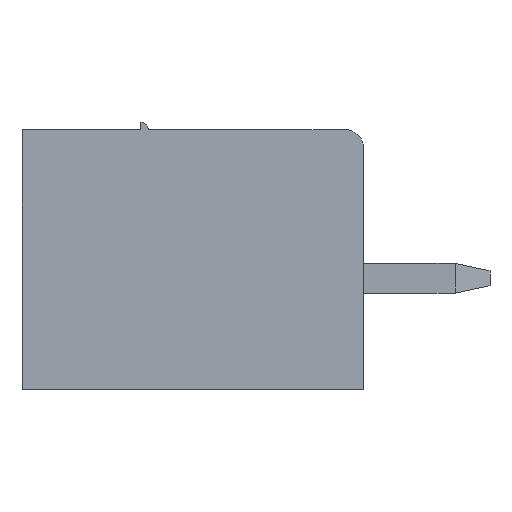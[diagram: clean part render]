
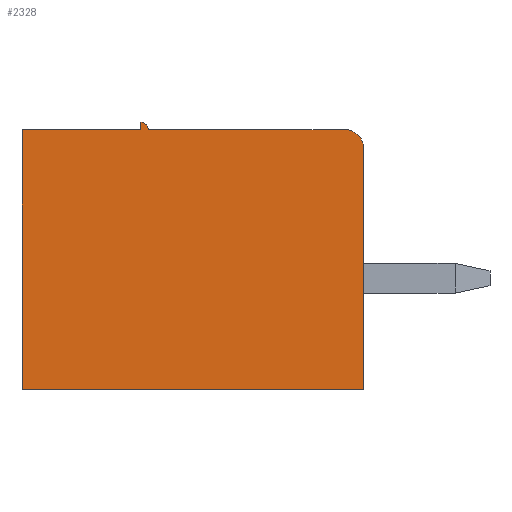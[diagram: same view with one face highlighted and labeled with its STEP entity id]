
A CAD part, left-side view. The second image highlights one B-rep face of the part: STEP entity #2328.
In plain terms, the highlighted planar face has unit normal (-1, 0, 0).
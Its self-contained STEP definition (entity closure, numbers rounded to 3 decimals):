
#34 = LINE ( 'NONE', #20295, #17128 ) ;
#631 = CARTESIAN_POINT ( 'NONE',  ( 0., 0., 7. ) ) ;
#2328 = ADVANCED_FACE ( 'NONE', ( #27134 ), #30257, .F. ) ;
#2821 = LINE ( 'NONE', #30025, #6772 ) ;
#3082 = VECTOR ( 'NONE', #4090, 1000. ) ;
#3195 = DIRECTION ( 'NONE',  ( 0., 0., 1. ) ) ;
#3614 = CARTESIAN_POINT ( 'NONE',  ( 0., 6., 7. ) ) ;
#4090 = DIRECTION ( 'NONE',  ( 0., 0., -1. ) ) ;
#4924 = EDGE_LOOP ( 'NONE', ( #30955, #5326, #14871, #31482, #13501, #12240, #16212, #24180 ) ) ;
#4961 = CARTESIAN_POINT ( 'NONE',  ( 0., 5.8, 7. ) ) ;
#5024 = AXIS2_PLACEMENT_3D ( 'NONE', #13233, #23309, #3195 ) ;
#5326 = ORIENTED_EDGE ( 'NONE', *, *, #11937, .T. ) ;
#5548 = VERTEX_POINT ( 'NONE', #25316 ) ;
#5727 = CARTESIAN_POINT ( 'NONE',  ( 0., 9.2, 7. ) ) ;
#6772 = VECTOR ( 'NONE', #17445, 1000. ) ;
#7475 = DIRECTION ( 'NONE',  ( 0., 0., 1. ) ) ;
#7533 = DIRECTION ( 'NONE',  ( 1., 0., 0. ) ) ;
#7606 = EDGE_CURVE ( 'NONE', #14427, #5548, #11648, .T. ) ;
#7701 = LINE ( 'NONE', #5727, #14071 ) ;
#8464 = CARTESIAN_POINT ( 'NONE',  ( 0., 0.5, 6.5 ) ) ;
#9326 = CARTESIAN_POINT ( 'NONE',  ( 0., 9.2, 7. ) ) ;
#10349 = AXIS2_PLACEMENT_3D ( 'NONE', #32076, #7533, #32583 ) ;
#11648 = LINE ( 'NONE', #32331, #12511 ) ;
#11937 = EDGE_CURVE ( 'NONE', #26621, #19091, #31604, .T. ) ;
#12240 = ORIENTED_EDGE ( 'NONE', *, *, #28225, .F. ) ;
#12302 = VERTEX_POINT ( 'NONE', #14957 ) ;
#12434 = EDGE_CURVE ( 'NONE', #12302, #17575, #21854, .T. ) ;
#12511 = VECTOR ( 'NONE', #26693, 1000. ) ;
#12848 = CARTESIAN_POINT ( 'NONE',  ( 0., 6., 7. ) ) ;
#13233 = CARTESIAN_POINT ( 'NONE',  ( 0., 6., 7. ) ) ;
#13501 = ORIENTED_EDGE ( 'NONE', *, *, #12434, .T. ) ;
#14071 = VECTOR ( 'NONE', #25963, 1000. ) ;
#14427 = VERTEX_POINT ( 'NONE', #16256 ) ;
#14871 = ORIENTED_EDGE ( 'NONE', *, *, #32559, .F. ) ;
#14957 = CARTESIAN_POINT ( 'NONE',  ( 0., 6., 7.2 ) ) ;
#15344 = DIRECTION ( 'NONE',  ( 0., 0., 1. ) ) ;
#16212 = ORIENTED_EDGE ( 'NONE', *, *, #17264, .F. ) ;
#16256 = CARTESIAN_POINT ( 'NONE',  ( 0., 9.2, 0. ) ) ;
#17128 = VECTOR ( 'NONE', #15344, 1000. ) ;
#17264 = EDGE_CURVE ( 'NONE', #14427, #28650, #34, .T. ) ;
#17445 = DIRECTION ( 'NONE',  ( 0., -1., 0. ) ) ;
#17575 = VERTEX_POINT ( 'NONE', #12848 ) ;
#18230 = EDGE_CURVE ( 'NONE', #19643, #12302, #24651, .T. ) ;
#19091 = VERTEX_POINT ( 'NONE', #20728 ) ;
#19643 = VERTEX_POINT ( 'NONE', #4961 ) ;
#20235 = LINE ( 'NONE', #631, #32132 ) ;
#20295 = CARTESIAN_POINT ( 'NONE',  ( 0., 9.2, 7. ) ) ;
#20728 = CARTESIAN_POINT ( 'NONE',  ( 0., 0.5, 7. ) ) ;
#21626 = EDGE_CURVE ( 'NONE', #5548, #26621, #20235, .T. ) ;
#21854 = LINE ( 'NONE', #3614, #3082 ) ;
#23309 = DIRECTION ( 'NONE',  ( -1., 0., 0. ) ) ;
#24180 = ORIENTED_EDGE ( 'NONE', *, *, #7606, .T. ) ;
#24651 = CIRCLE ( 'NONE', #5024, 0.2 ) ;
#25316 = CARTESIAN_POINT ( 'NONE',  ( 0., 0., 0. ) ) ;
#25963 = DIRECTION ( 'NONE',  ( 0., -1., 0. ) ) ;
#26621 = VERTEX_POINT ( 'NONE', #29985 ) ;
#26693 = DIRECTION ( 'NONE',  ( 0., -1., 0. ) ) ;
#27134 = FACE_OUTER_BOUND ( 'NONE', #4924, .T. ) ;
#28225 = EDGE_CURVE ( 'NONE', #28650, #17575, #7701, .T. ) ;
#28650 = VERTEX_POINT ( 'NONE', #9326 ) ;
#28835 = DIRECTION ( 'NONE',  ( -1., 0., 0. ) ) ;
#29985 = CARTESIAN_POINT ( 'NONE',  ( 0., 0., 6.5 ) ) ;
#30025 = CARTESIAN_POINT ( 'NONE',  ( 0., 9.2, 7. ) ) ;
#30257 = PLANE ( 'NONE',  #10349 ) ;
#30575 = AXIS2_PLACEMENT_3D ( 'NONE', #8464, #28835, #31166 ) ;
#30955 = ORIENTED_EDGE ( 'NONE', *, *, #21626, .T. ) ;
#31166 = DIRECTION ( 'NONE',  ( 0., 0., -1. ) ) ;
#31482 = ORIENTED_EDGE ( 'NONE', *, *, #18230, .T. ) ;
#31604 = CIRCLE ( 'NONE', #30575, 0.5 ) ;
#32076 = CARTESIAN_POINT ( 'NONE',  ( 0., 9.2, 7. ) ) ;
#32132 = VECTOR ( 'NONE', #7475, 1000. ) ;
#32331 = CARTESIAN_POINT ( 'NONE',  ( 0., 9.2, 0. ) ) ;
#32559 = EDGE_CURVE ( 'NONE', #19643, #19091, #2821, .T. ) ;
#32583 = DIRECTION ( 'NONE',  ( 0., 0., -1. ) ) ;
